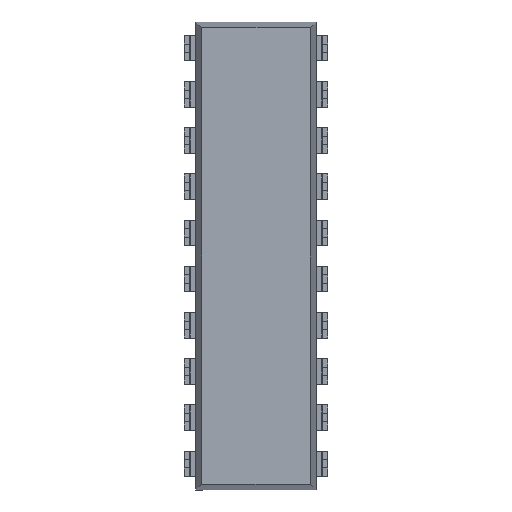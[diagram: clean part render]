
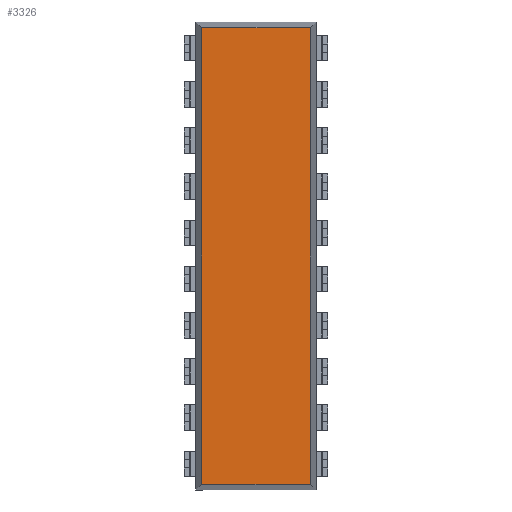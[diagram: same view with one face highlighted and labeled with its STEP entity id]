
A CAD part, front view. The second image highlights one B-rep face of the part: STEP entity #3326.
In plain terms, the highlighted planar face has unit normal (0, -1, 0).
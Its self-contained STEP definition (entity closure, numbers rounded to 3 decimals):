
#328 = EDGE_CURVE ( 'NONE', #2181, #7847, #2518, .T. ) ;
#676 = ORIENTED_EDGE ( 'NONE', *, *, #6550, .T. ) ;
#988 = PLANE ( 'NONE',  #8790 ) ;
#1735 = CARTESIAN_POINT ( 'NONE',  ( -2.974, 0.381, 12.541 ) ) ;
#1805 = CARTESIAN_POINT ( 'NONE',  ( 0., 0.381, 0. ) ) ;
#2129 = LINE ( 'NONE', #2446, #3655 ) ;
#2181 = VERTEX_POINT ( 'NONE', #8938 ) ;
#2446 = CARTESIAN_POINT ( 'NONE',  ( -2.974, 0.381, 12.869 ) ) ;
#2518 = LINE ( 'NONE', #8637, #2727 ) ;
#2727 = VECTOR ( 'NONE', #7926, 1000. ) ;
#3049 = DIRECTION ( 'NONE',  ( 0., -1., 0. ) ) ;
#3315 = VERTEX_POINT ( 'NONE', #7913 ) ;
#3326 = ADVANCED_FACE ( 'NONE', ( #7259 ), #988, .T. ) ;
#3450 = LINE ( 'NONE', #9138, #8108 ) ;
#3655 = VECTOR ( 'NONE', #7366, 1000. ) ;
#3682 = LINE ( 'NONE', #8303, #3800 ) ;
#3800 = VECTOR ( 'NONE', #4793, 1000. ) ;
#4432 = CARTESIAN_POINT ( 'NONE',  ( 2.974, 0.381, -12.541 ) ) ;
#4500 = ORIENTED_EDGE ( 'NONE', *, *, #5753, .T. ) ;
#4572 = DIRECTION ( 'NONE',  ( 1., 0., 0. ) ) ;
#4793 = DIRECTION ( 'NONE',  ( 1., 0., 0. ) ) ;
#4897 = EDGE_LOOP ( 'NONE', ( #676, #7696, #6082, #4500 ) ) ;
#5656 = DIRECTION ( 'NONE',  ( 0., 0., 1. ) ) ;
#5753 = EDGE_CURVE ( 'NONE', #3315, #8382, #3682, .T. ) ;
#6082 = ORIENTED_EDGE ( 'NONE', *, *, #7231, .T. ) ;
#6550 = EDGE_CURVE ( 'NONE', #8382, #2181, #3450, .T. ) ;
#7231 = EDGE_CURVE ( 'NONE', #7847, #3315, #2129, .T. ) ;
#7259 = FACE_OUTER_BOUND ( 'NONE', #4897, .T. ) ;
#7366 = DIRECTION ( 'NONE',  ( 0., 0., -1. ) ) ;
#7696 = ORIENTED_EDGE ( 'NONE', *, *, #328, .T. ) ;
#7847 = VERTEX_POINT ( 'NONE', #1735 ) ;
#7913 = CARTESIAN_POINT ( 'NONE',  ( -2.974, 0.381, -12.541 ) ) ;
#7926 = DIRECTION ( 'NONE',  ( -1., 0., 0. ) ) ;
#8108 = VECTOR ( 'NONE', #5656, 1000. ) ;
#8303 = CARTESIAN_POINT ( 'NONE',  ( -3.302, 0.381, -12.541 ) ) ;
#8382 = VERTEX_POINT ( 'NONE', #4432 ) ;
#8637 = CARTESIAN_POINT ( 'NONE',  ( 3.302, 0.381, 12.541 ) ) ;
#8790 = AXIS2_PLACEMENT_3D ( 'NONE', #1805, #3049, #4572 ) ;
#8938 = CARTESIAN_POINT ( 'NONE',  ( 2.974, 0.381, 12.541 ) ) ;
#9138 = CARTESIAN_POINT ( 'NONE',  ( 2.974, 0.381, -12.869 ) ) ;
